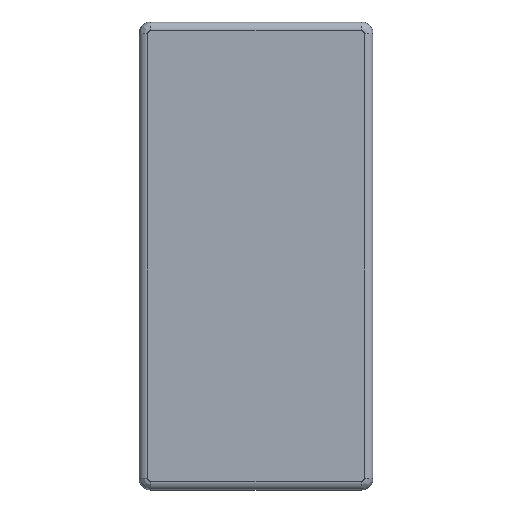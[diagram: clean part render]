
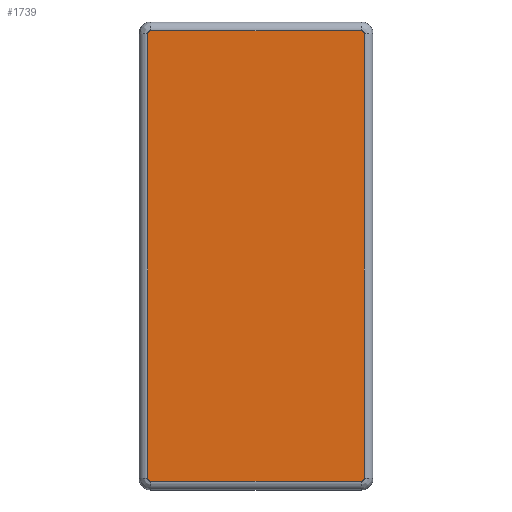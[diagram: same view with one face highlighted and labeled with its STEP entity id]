
A CAD part, top view. The second image highlights one B-rep face of the part: STEP entity #1739.
In plain terms, the highlighted planar face has unit normal (0, 0, 1).
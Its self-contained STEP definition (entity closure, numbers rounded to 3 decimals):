
#132=CIRCLE('',#1925,1.);
#133=CIRCLE('',#1926,1.);
#134=CIRCLE('',#1927,1.);
#135=CIRCLE('',#1928,1.);
#237=FACE_OUTER_BOUND('',#347,.T.);
#347=EDGE_LOOP('',(#1497,#1498,#1499,#1500,#1501,#1502,#1503,#1504));
#509=LINE('',#3259,#623);
#510=LINE('',#3263,#624);
#511=LINE('',#3267,#625);
#512=LINE('',#3270,#626);
#623=VECTOR('',#2342,1000.);
#624=VECTOR('',#2345,1000.);
#625=VECTOR('',#2348,1000.);
#626=VECTOR('',#2351,1000.);
#827=VERTEX_POINT('',#3255);
#828=VERTEX_POINT('',#3256);
#829=VERTEX_POINT('',#3258);
#830=VERTEX_POINT('',#3260);
#831=VERTEX_POINT('',#3262);
#832=VERTEX_POINT('',#3264);
#833=VERTEX_POINT('',#3266);
#834=VERTEX_POINT('',#3268);
#1069=EDGE_CURVE('',#827,#828,#132,.T.);
#1070=EDGE_CURVE('',#828,#829,#509,.T.);
#1071=EDGE_CURVE('',#829,#830,#133,.T.);
#1072=EDGE_CURVE('',#830,#831,#510,.T.);
#1073=EDGE_CURVE('',#831,#832,#134,.T.);
#1074=EDGE_CURVE('',#832,#833,#511,.T.);
#1075=EDGE_CURVE('',#833,#834,#135,.T.);
#1076=EDGE_CURVE('',#834,#827,#512,.T.);
#1497=ORIENTED_EDGE('',*,*,#1069,.T.);
#1498=ORIENTED_EDGE('',*,*,#1070,.T.);
#1499=ORIENTED_EDGE('',*,*,#1071,.T.);
#1500=ORIENTED_EDGE('',*,*,#1072,.T.);
#1501=ORIENTED_EDGE('',*,*,#1073,.T.);
#1502=ORIENTED_EDGE('',*,*,#1074,.T.);
#1503=ORIENTED_EDGE('',*,*,#1075,.T.);
#1504=ORIENTED_EDGE('',*,*,#1076,.T.);
#1662=PLANE('',#1924);
#1739=ADVANCED_FACE('',(#237),#1662,.T.);
#1924=AXIS2_PLACEMENT_3D('',#3254,#2338,#2339);
#1925=AXIS2_PLACEMENT_3D('',#3257,#2340,#2341);
#1926=AXIS2_PLACEMENT_3D('',#3261,#2343,#2344);
#1927=AXIS2_PLACEMENT_3D('',#3265,#2346,#2347);
#1928=AXIS2_PLACEMENT_3D('',#3269,#2349,#2350);
#2338=DIRECTION('center_axis',(0.,0.,
1.));
#2339=DIRECTION('ref_axis',(1.,0.,0.));
#2340=DIRECTION('center_axis',(0.,0.,
1.));
#2341=DIRECTION('ref_axis',(1.,0.,0.));
#2342=DIRECTION('',(1.,0.,0.));
#2343=DIRECTION('center_axis',(0.,0.,
1.));
#2344=DIRECTION('ref_axis',(1.,0.,0.));
#2345=DIRECTION('',(0.,1.,0.));
#2346=DIRECTION('center_axis',(0.,0.,
1.));
#2347=DIRECTION('ref_axis',(1.,0.,0.));
#2348=DIRECTION('',(-1.,0.,0.));
#2349=DIRECTION('center_axis',(0.,0.,
1.));
#2350=DIRECTION('ref_axis',(1.,0.,0.));
#2351=DIRECTION('',(0.,-1.,0.));
#3254=CARTESIAN_POINT('Origin',(-36.,-76.,4.));
#3255=CARTESIAN_POINT('',(-37.,-76.,4.));
#3256=CARTESIAN_POINT('',(-36.,-77.,4.));
#3257=CARTESIAN_POINT('Origin',(-36.,-76.,4.));
#3258=CARTESIAN_POINT('',(36.,-77.,4.));
#3259=CARTESIAN_POINT('',(-36.,-77.,4.));
#3260=CARTESIAN_POINT('',(37.,-76.,4.));
#3261=CARTESIAN_POINT('Origin',(36.,-76.,4.));
#3262=CARTESIAN_POINT('',(37.,76.,4.));
#3263=CARTESIAN_POINT('',(37.,-76.,4.));
#3264=CARTESIAN_POINT('',(36.,77.,4.));
#3265=CARTESIAN_POINT('Origin',(36.,76.,4.));
#3266=CARTESIAN_POINT('',(-36.,77.,4.));
#3267=CARTESIAN_POINT('',(-36.,77.,4.));
#3268=CARTESIAN_POINT('',(-37.,76.,4.));
#3269=CARTESIAN_POINT('Origin',(-36.,76.,4.));
#3270=CARTESIAN_POINT('',(-37.,-76.,4.));
